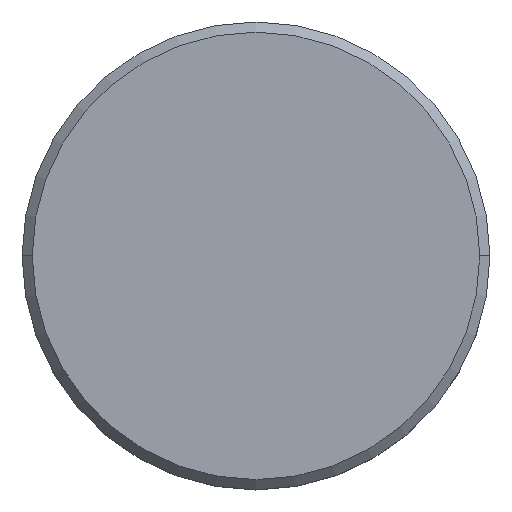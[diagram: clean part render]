
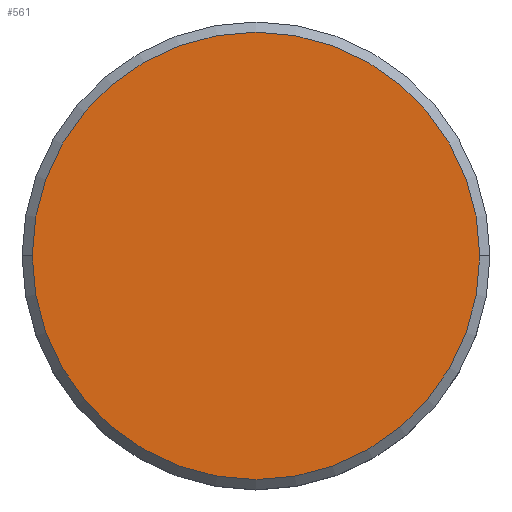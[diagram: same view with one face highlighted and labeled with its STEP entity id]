
A CAD part, top view. The second image highlights one B-rep face of the part: STEP entity #561.
In plain terms, the highlighted planar face has unit normal (0, 0, 1).
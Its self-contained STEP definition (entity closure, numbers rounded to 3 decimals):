
#50 = EDGE_CURVE ( 'NONE', #105, #1048, #567, .T. ) ;
#79 = AXIS2_PLACEMENT_3D ( 'NONE', #144, #573, #133 ) ;
#104 = CARTESIAN_POINT ( 'NONE',  ( 0., 0., 0. ) ) ;
#105 = VERTEX_POINT ( 'NONE', #740 ) ;
#133 = DIRECTION ( 'NONE',  ( 1., 0., 0. ) ) ;
#144 = CARTESIAN_POINT ( 'NONE',  ( 0., 0., 0. ) ) ;
#200 = AXIS2_PLACEMENT_3D ( 'NONE', #104, #528, #907 ) ;
#334 = DIRECTION ( 'NONE',  ( 0., 0., 1. ) ) ;
#338 = FACE_OUTER_BOUND ( 'NONE', #904, .T. ) ;
#445 = DIRECTION ( 'NONE',  ( 1., 0., 0. ) ) ;
#528 = DIRECTION ( 'NONE',  ( 0., 0., 1. ) ) ;
#561 = ADVANCED_FACE ( 'NONE', ( #338 ), #694, .T. ) ;
#567 = CIRCLE ( 'NONE', #79, 11. ) ;
#573 = DIRECTION ( 'NONE',  ( 0., 0., 1. ) ) ;
#577 = ORIENTED_EDGE ( 'NONE', *, *, #693, .T. ) ;
#594 = ORIENTED_EDGE ( 'NONE', *, *, #50, .T. ) ;
#693 = EDGE_CURVE ( 'NONE', #1048, #105, #698, .T. ) ;
#694 = PLANE ( 'NONE',  #923 ) ;
#698 = CIRCLE ( 'NONE', #200, 11. ) ;
#740 = CARTESIAN_POINT ( 'NONE',  ( 11., 0., 0. ) ) ;
#904 = EDGE_LOOP ( 'NONE', ( #577, #594 ) ) ;
#907 = DIRECTION ( 'NONE',  ( 1., 0., 0. ) ) ;
#923 = AXIS2_PLACEMENT_3D ( 'NONE', #1062, #334, #445 ) ;
#966 = CARTESIAN_POINT ( 'NONE',  ( -11., 0., 0. ) ) ;
#1048 = VERTEX_POINT ( 'NONE', #966 ) ;
#1062 = CARTESIAN_POINT ( 'NONE',  ( 0., 0., 0. ) ) ;
